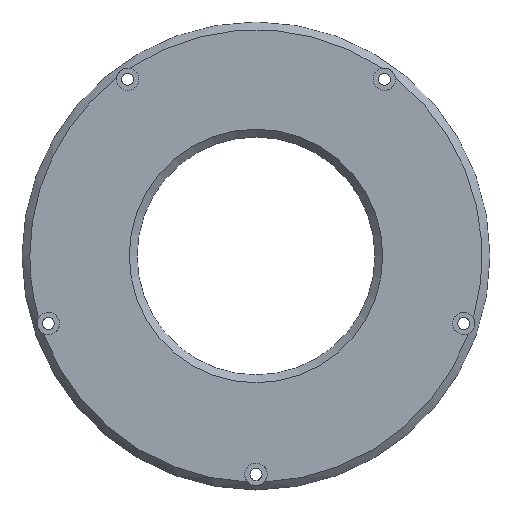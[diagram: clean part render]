
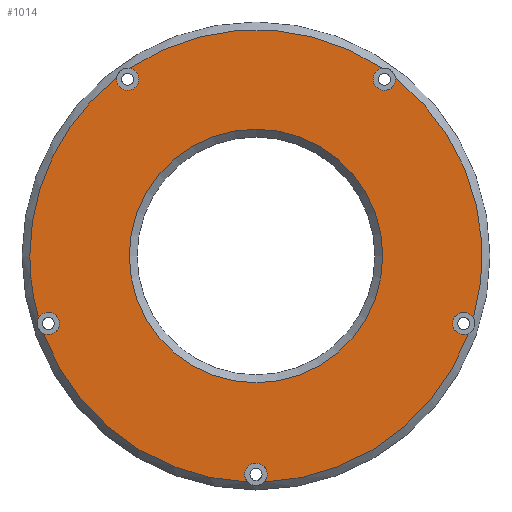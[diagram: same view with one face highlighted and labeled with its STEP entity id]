
A CAD part, top view. The second image highlights one B-rep face of the part: STEP entity #1014.
In plain terms, the highlighted planar face has unit normal (0, 0, 1).
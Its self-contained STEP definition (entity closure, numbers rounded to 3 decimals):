
#81=FACE_BOUND('',#159,.T.);
#91=PLANE('',#1086);
#102=FACE_OUTER_BOUND('',#158,.T.);
#158=EDGE_LOOP('',(#668,#669,#670,#671,#672,#673,#674,#675,#676,#677,#678,
#679,#680,#681,#682));
#159=EDGE_LOOP('',(#683));
#295=CIRCLE('',#1084,32.5);
#297=CIRCLE('',#1087,58.);
#298=CIRCLE('',#1088,2.875);
#299=CIRCLE('',#1089,58.);
#300=CIRCLE('',#1090,2.875);
#301=CIRCLE('',#1091,2.875);
#302=CIRCLE('',#1092,58.);
#303=CIRCLE('',#1093,2.875);
#304=CIRCLE('',#1094,2.875);
#305=CIRCLE('',#1095,58.);
#306=CIRCLE('',#1096,2.875);
#307=CIRCLE('',#1097,2.875);
#308=CIRCLE('',#1098,58.);
#309=CIRCLE('',#1099,2.875);
#310=CIRCLE('',#1100,2.875);
#311=CIRCLE('',#1101,58.);
#388=VERTEX_POINT('',#1570);
#390=VERTEX_POINT('',#1576);
#391=VERTEX_POINT('',#1577);
#392=VERTEX_POINT('',#1579);
#393=VERTEX_POINT('',#1581);
#394=VERTEX_POINT('',#1583);
#395=VERTEX_POINT('',#1585);
#396=VERTEX_POINT('',#1587);
#397=VERTEX_POINT('',#1589);
#398=VERTEX_POINT('',#1591);
#399=VERTEX_POINT('',#1593);
#400=VERTEX_POINT('',#1595);
#401=VERTEX_POINT('',#1597);
#402=VERTEX_POINT('',#1599);
#403=VERTEX_POINT('',#1601);
#404=VERTEX_POINT('',#1603);
#498=EDGE_CURVE('',#388,#388,#295,.T.);
#501=EDGE_CURVE('',#390,#391,#297,.T.);
#502=EDGE_CURVE('',#390,#392,#298,.T.);
#503=EDGE_CURVE('',#393,#392,#299,.T.);
#504=EDGE_CURVE('',#393,#394,#300,.T.);
#505=EDGE_CURVE('',#394,#395,#301,.T.);
#506=EDGE_CURVE('',#396,#395,#302,.T.);
#507=EDGE_CURVE('',#396,#397,#303,.T.);
#508=EDGE_CURVE('',#397,#398,#304,.T.);
#509=EDGE_CURVE('',#399,#398,#305,.T.);
#510=EDGE_CURVE('',#399,#400,#306,.T.);
#511=EDGE_CURVE('',#400,#401,#307,.T.);
#512=EDGE_CURVE('',#402,#401,#308,.T.);
#513=EDGE_CURVE('',#402,#403,#309,.T.);
#514=EDGE_CURVE('',#403,#404,#310,.T.);
#515=EDGE_CURVE('',#391,#404,#311,.T.);
#668=ORIENTED_EDGE('',*,*,#501,.F.);
#669=ORIENTED_EDGE('',*,*,#502,.T.);
#670=ORIENTED_EDGE('',*,*,#503,.F.);
#671=ORIENTED_EDGE('',*,*,#504,.T.);
#672=ORIENTED_EDGE('',*,*,#505,.T.);
#673=ORIENTED_EDGE('',*,*,#506,.F.);
#674=ORIENTED_EDGE('',*,*,#507,.T.);
#675=ORIENTED_EDGE('',*,*,#508,.T.);
#676=ORIENTED_EDGE('',*,*,#509,.F.);
#677=ORIENTED_EDGE('',*,*,#510,.T.);
#678=ORIENTED_EDGE('',*,*,#511,.T.);
#679=ORIENTED_EDGE('',*,*,#512,.F.);
#680=ORIENTED_EDGE('',*,*,#513,.T.);
#681=ORIENTED_EDGE('',*,*,#514,.T.);
#682=ORIENTED_EDGE('',*,*,#515,.F.);
#683=ORIENTED_EDGE('',*,*,#498,.F.);
#1014=ADVANCED_FACE('',(#102,#81),#91,.T.);
#1084=AXIS2_PLACEMENT_3D('',#1571,#1236,#1237);
#1086=AXIS2_PLACEMENT_3D('',#1575,#1241,#1242);
#1087=AXIS2_PLACEMENT_3D('',#1578,#1243,#1244);
#1088=AXIS2_PLACEMENT_3D('',#1580,#1245,#1246);
#1089=AXIS2_PLACEMENT_3D('',#1582,#1247,#1248);
#1090=AXIS2_PLACEMENT_3D('',#1584,#1249,#1250);
#1091=AXIS2_PLACEMENT_3D('',#1586,#1251,#1252);
#1092=AXIS2_PLACEMENT_3D('',#1588,#1253,#1254);
#1093=AXIS2_PLACEMENT_3D('',#1590,#1255,#1256);
#1094=AXIS2_PLACEMENT_3D('',#1592,#1257,#1258);
#1095=AXIS2_PLACEMENT_3D('',#1594,#1259,#1260);
#1096=AXIS2_PLACEMENT_3D('',#1596,#1261,#1262);
#1097=AXIS2_PLACEMENT_3D('',#1598,#1263,#1264);
#1098=AXIS2_PLACEMENT_3D('',#1600,#1265,#1266);
#1099=AXIS2_PLACEMENT_3D('',#1602,#1267,#1268);
#1100=AXIS2_PLACEMENT_3D('',#1604,#1269,#1270);
#1101=AXIS2_PLACEMENT_3D('',#1605,#1271,#1272);
#1236=DIRECTION('center_axis',(0.,0.,1.));
#1237=DIRECTION('ref_axis',(1.,0.,0.));
#1241=DIRECTION('center_axis',(0.,0.,1.));
#1242=DIRECTION('ref_axis',(1.,0.,0.));
#1243=DIRECTION('center_axis',(0.,0.,-1.));
#1244=DIRECTION('ref_axis',(1.,0.,0.));
#1245=DIRECTION('center_axis',(0.,0.,-1.));
#1246=DIRECTION('ref_axis',(1.,0.,0.));
#1247=DIRECTION('center_axis',(0.,0.,-1.));
#1248=DIRECTION('ref_axis',(1.,0.,0.));
#1249=DIRECTION('center_axis',(0.,0.,-1.));
#1250=DIRECTION('ref_axis',(1.,0.,0.));
#1251=DIRECTION('center_axis',(0.,0.,-1.));
#1252=DIRECTION('ref_axis',(1.,0.,0.));
#1253=DIRECTION('center_axis',(0.,0.,-1.));
#1254=DIRECTION('ref_axis',(1.,0.,0.));
#1255=DIRECTION('center_axis',(0.,0.,-1.));
#1256=DIRECTION('ref_axis',(1.,0.,0.));
#1257=DIRECTION('center_axis',(0.,0.,-1.));
#1258=DIRECTION('ref_axis',(1.,0.,0.));
#1259=DIRECTION('center_axis',(0.,0.,-1.));
#1260=DIRECTION('ref_axis',(1.,0.,0.));
#1261=DIRECTION('center_axis',(0.,0.,-1.));
#1262=DIRECTION('ref_axis',(1.,0.,0.));
#1263=DIRECTION('center_axis',(0.,0.,-1.));
#1264=DIRECTION('ref_axis',(1.,0.,0.));
#1265=DIRECTION('center_axis',(0.,0.,-1.));
#1266=DIRECTION('ref_axis',(1.,0.,0.));
#1267=DIRECTION('center_axis',(0.,0.,-1.));
#1268=DIRECTION('ref_axis',(1.,0.,0.));
#1269=DIRECTION('center_axis',(0.,0.,-1.));
#1270=DIRECTION('ref_axis',(1.,0.,0.));
#1271=DIRECTION('center_axis',(0.,0.,-1.));
#1272=DIRECTION('ref_axis',(1.,0.,0.));
#1570=CARTESIAN_POINT('',(-32.5,0.,13.));
#1571=CARTESIAN_POINT('Origin',(0.,0.,13.));
#1575=CARTESIAN_POINT('Origin',(0.,0.,13.));
#1576=CARTESIAN_POINT('',(-55.774,-15.913,13.));
#1577=CARTESIAN_POINT('',(-58.,0.,13.));
#1578=CARTESIAN_POINT('Origin',(0.,0.,13.));
#1579=CARTESIAN_POINT('',(-54.476,-19.91,13.));
#1580=CARTESIAN_POINT('Origin',(-53.259,-17.305,13.));
#1581=CARTESIAN_POINT('',(-2.102,-57.962,13.));
#1582=CARTESIAN_POINT('Origin',(0.,0.,13.));
#1583=CARTESIAN_POINT('',(-2.875,-56.,13.));
#1584=CARTESIAN_POINT('Origin',(0.,-56.,13.));
#1585=CARTESIAN_POINT('',(2.102,-57.962,13.));
#1586=CARTESIAN_POINT('Origin',(0.,-56.,13.));
#1587=CARTESIAN_POINT('',(54.476,-19.91,13.));
#1588=CARTESIAN_POINT('Origin',(0.,0.,13.));
#1589=CARTESIAN_POINT('',(50.384,-17.305,13.));
#1590=CARTESIAN_POINT('Origin',(53.259,-17.305,13.));
#1591=CARTESIAN_POINT('',(55.774,-15.913,13.));
#1592=CARTESIAN_POINT('Origin',(53.259,-17.305,13.));
#1593=CARTESIAN_POINT('',(35.769,45.657,13.));
#1594=CARTESIAN_POINT('Origin',(0.,0.,13.));
#1595=CARTESIAN_POINT('',(30.041,45.305,13.));
#1596=CARTESIAN_POINT('Origin',(32.916,45.305,13.));
#1597=CARTESIAN_POINT('',(32.369,48.127,13.));
#1598=CARTESIAN_POINT('Origin',(32.916,45.305,13.));
#1599=CARTESIAN_POINT('',(-32.369,48.127,13.));
#1600=CARTESIAN_POINT('Origin',(0.,0.,13.));
#1601=CARTESIAN_POINT('',(-35.791,45.305,13.));
#1602=CARTESIAN_POINT('Origin',(-32.916,45.305,13.));
#1603=CARTESIAN_POINT('',(-35.769,45.657,13.));
#1604=CARTESIAN_POINT('Origin',(-32.916,45.305,13.));
#1605=CARTESIAN_POINT('Origin',(0.,0.,13.));
